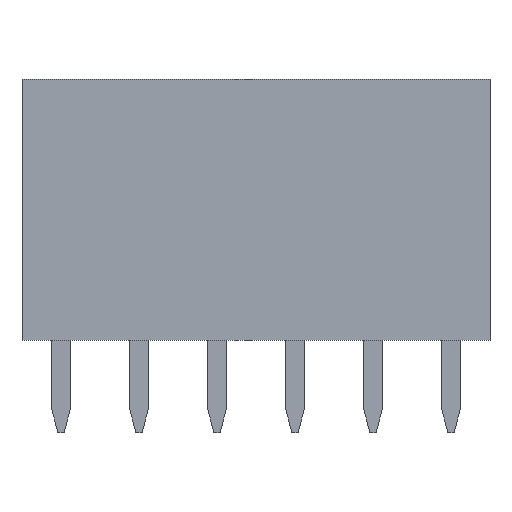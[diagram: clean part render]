
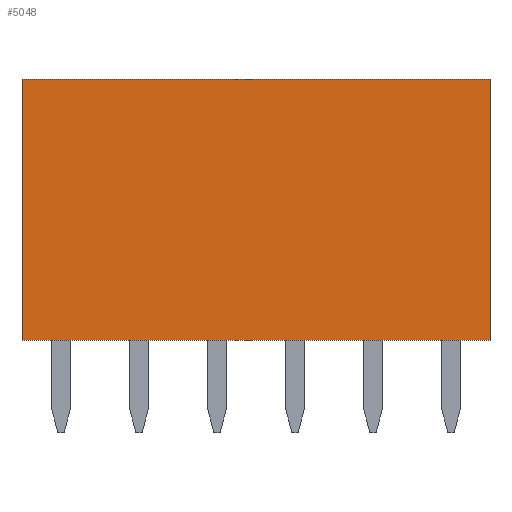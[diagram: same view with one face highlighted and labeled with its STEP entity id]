
A CAD part, front view. The second image highlights one B-rep face of the part: STEP entity #5048.
In plain terms, the highlighted planar face has unit normal (0, -1, 0).
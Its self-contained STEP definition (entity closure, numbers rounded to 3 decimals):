
#5048=ADVANCED_FACE('',(#9908),#9910,.T.);
#9908=FACE_BOUND('',#9909,.T.);
#9909=EDGE_LOOP('',(#13713,#13714,#13715,#13716));
#9910=PLANE('',#9911);
#9911=AXIS2_PLACEMENT_3D('',#9912,#9913,#9914);
#9912=CARTESIAN_POINT('',(-1.27,-1.27,0.));
#9913=DIRECTION('',(0.,-1.,0.));
#9914=DIRECTION('',(1.,0.,0.));
#13713=ORIENTED_EDGE('',*,*,#15811,.T.);
#13714=ORIENTED_EDGE('',*,*,#15642,.T.);
#13715=ORIENTED_EDGE('',*,*,#15783,.F.);
#13716=ORIENTED_EDGE('',*,*,#15631,.F.);
#15631=EDGE_CURVE('',#18371,#18373,#18374,.T.);
#15642=EDGE_CURVE('',#18393,#18391,#18394,.T.);
#15783=EDGE_CURVE('',#18373,#18391,#18583,.T.);
#15811=EDGE_CURVE('',#18371,#18393,#18619,.T.);
#18371=VERTEX_POINT('',#24273);
#18373=VERTEX_POINT('',#24277);
#18374=LINE('',#24278,#24279);
#18391=VERTEX_POINT('',#24315);
#18393=VERTEX_POINT('',#24319);
#18394=LINE('',#24320,#24321);
#18583=LINE('',#24799,#24800);
#18619=LINE('',#24891,#24892);
#24273=CARTESIAN_POINT('',(-1.27,-1.27,0.));
#24277=CARTESIAN_POINT('',(-1.27,-1.27,8.5));
#24278=CARTESIAN_POINT('',(-1.27,-1.27,0.));
#24279=VECTOR('',#24280,1.);
#24280=DIRECTION('',(0.,0.,1.));
#24315=CARTESIAN_POINT('',(13.97,-1.27,8.5));
#24319=CARTESIAN_POINT('',(13.97,-1.27,0.));
#24320=CARTESIAN_POINT('',(13.97,-1.27,0.));
#24321=VECTOR('',#24322,1.);
#24322=DIRECTION('',(0.,0.,1.));
#24799=CARTESIAN_POINT('',(-1.27,-1.27,8.5));
#24800=VECTOR('',#24801,1.);
#24801=DIRECTION('',(1.,0.,0.));
#24891=CARTESIAN_POINT('',(-1.27,-1.27,0.));
#24892=VECTOR('',#24893,1.);
#24893=DIRECTION('',(1.,0.,0.));
